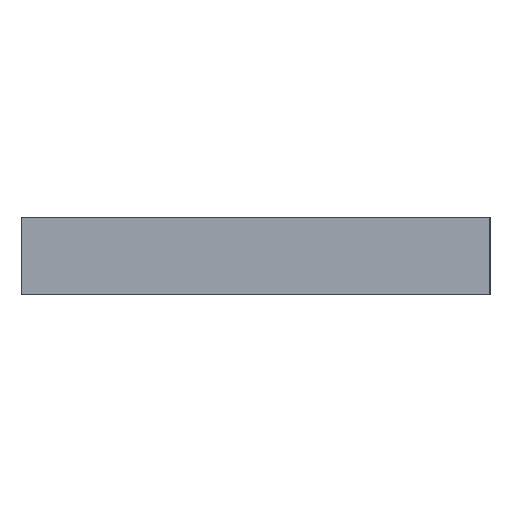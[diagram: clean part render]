
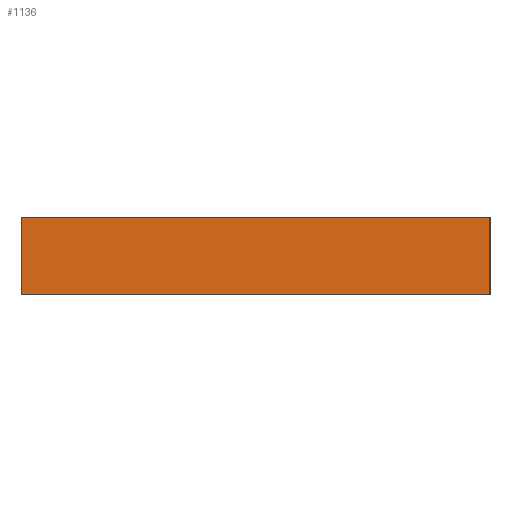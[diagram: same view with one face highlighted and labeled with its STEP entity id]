
A CAD part, left-side view. The second image highlights one B-rep face of the part: STEP entity #1136.
In plain terms, the highlighted planar face has unit normal (-1, 0, 0).
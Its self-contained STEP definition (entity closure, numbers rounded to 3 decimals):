
#83 = PLANE('',#84);
#84 = AXIS2_PLACEMENT_3D('',#85,#86,#87);
#85 = CARTESIAN_POINT('',(267.967,46.033,3.297));
#86 = DIRECTION('',(0.,0.,-1.));
#87 = DIRECTION('',(-1.,0.,0.));
#137 = PLANE('',#138);
#138 = AXIS2_PLACEMENT_3D('',#139,#140,#141);
#139 = CARTESIAN_POINT('',(267.967,46.033,0.));
#140 = DIRECTION('',(0.,0.,-1.));
#141 = DIRECTION('',(-1.,0.,0.));
#1028 = PLANE('',#1029);
#1029 = AXIS2_PLACEMENT_3D('',#1030,#1031,#1032);
#1030 = CARTESIAN_POINT('',(279.,35.,0.));
#1031 = DIRECTION('',(0.,-1.,0.));
#1032 = DIRECTION('',(-1.,0.,0.));
#1066 = VERTEX_POINT('',#1067);
#1067 = CARTESIAN_POINT('',(30.,35.,3.297));
#1088 = EDGE_CURVE('',#1089,#1066,#1091,.T.);
#1089 = VERTEX_POINT('',#1090);
#1090 = CARTESIAN_POINT('',(30.,35.,0.));
#1091 = SURFACE_CURVE('',#1092,(#1096,#1103),.PCURVE_S1.);
#1092 = LINE('',#1093,#1094);
#1093 = CARTESIAN_POINT('',(30.,35.,0.));
#1094 = VECTOR('',#1095,1.);
#1095 = DIRECTION('',(0.,0.,1.));
#1096 = PCURVE('',#1028,#1097);
#1097 = DEFINITIONAL_REPRESENTATION('',(#1098),#1102);
#1098 = LINE('',#1099,#1100);
#1099 = CARTESIAN_POINT('',(249.,0.));
#1100 = VECTOR('',#1101,1.);
#1101 = DIRECTION('',(0.,-1.));
#1102 = ( GEOMETRIC_REPRESENTATION_CONTEXT(2) 
PARAMETRIC_REPRESENTATION_CONTEXT() REPRESENTATION_CONTEXT('2D SPACE',''
  ) );
#1103 = PCURVE('',#1104,#1109);
#1104 = PLANE('',#1105);
#1105 = AXIS2_PLACEMENT_3D('',#1106,#1107,#1108);
#1106 = CARTESIAN_POINT('',(30.,35.,0.));
#1107 = DIRECTION('',(-1.,0.,0.));
#1108 = DIRECTION('',(0.,1.,0.));
#1109 = DEFINITIONAL_REPRESENTATION('',(#1110),#1114);
#1110 = LINE('',#1111,#1112);
#1111 = CARTESIAN_POINT('',(0.,0.));
#1112 = VECTOR('',#1113,1.);
#1113 = DIRECTION('',(0.,-1.));
#1114 = ( GEOMETRIC_REPRESENTATION_CONTEXT(2) 
PARAMETRIC_REPRESENTATION_CONTEXT() REPRESENTATION_CONTEXT('2D SPACE',''
  ) );
#1136 = ADVANCED_FACE('',(#1137),#1104,.T.);
#1137 = FACE_BOUND('',#1138,.T.);
#1138 = EDGE_LOOP('',(#1139,#1140,#1163,#1191));
#1139 = ORIENTED_EDGE('',*,*,#1088,.T.);
#1140 = ORIENTED_EDGE('',*,*,#1141,.T.);
#1141 = EDGE_CURVE('',#1066,#1142,#1144,.T.);
#1142 = VERTEX_POINT('',#1143);
#1143 = CARTESIAN_POINT('',(30.,55.,3.297));
#1144 = SURFACE_CURVE('',#1145,(#1149,#1156),.PCURVE_S1.);
#1145 = LINE('',#1146,#1147);
#1146 = CARTESIAN_POINT('',(30.,35.,3.297));
#1147 = VECTOR('',#1148,1.);
#1148 = DIRECTION('',(0.,1.,0.));
#1149 = PCURVE('',#1104,#1150);
#1150 = DEFINITIONAL_REPRESENTATION('',(#1151),#1155);
#1151 = LINE('',#1152,#1153);
#1152 = CARTESIAN_POINT('',(0.,-3.297));
#1153 = VECTOR('',#1154,1.);
#1154 = DIRECTION('',(1.,0.));
#1155 = ( GEOMETRIC_REPRESENTATION_CONTEXT(2) 
PARAMETRIC_REPRESENTATION_CONTEXT() REPRESENTATION_CONTEXT('2D SPACE',''
  ) );
#1156 = PCURVE('',#83,#1157);
#1157 = DEFINITIONAL_REPRESENTATION('',(#1158),#1162);
#1158 = LINE('',#1159,#1160);
#1159 = CARTESIAN_POINT('',(237.967,-11.033));
#1160 = VECTOR('',#1161,1.);
#1161 = DIRECTION('',(0.,1.));
#1162 = ( GEOMETRIC_REPRESENTATION_CONTEXT(2) 
PARAMETRIC_REPRESENTATION_CONTEXT() REPRESENTATION_CONTEXT('2D SPACE',''
  ) );
#1163 = ORIENTED_EDGE('',*,*,#1164,.F.);
#1164 = EDGE_CURVE('',#1165,#1142,#1167,.T.);
#1165 = VERTEX_POINT('',#1166);
#1166 = CARTESIAN_POINT('',(30.,55.,0.));
#1167 = SURFACE_CURVE('',#1168,(#1172,#1179),.PCURVE_S1.);
#1168 = LINE('',#1169,#1170);
#1169 = CARTESIAN_POINT('',(30.,55.,0.));
#1170 = VECTOR('',#1171,1.);
#1171 = DIRECTION('',(0.,0.,1.));
#1172 = PCURVE('',#1104,#1173);
#1173 = DEFINITIONAL_REPRESENTATION('',(#1174),#1178);
#1174 = LINE('',#1175,#1176);
#1175 = CARTESIAN_POINT('',(20.,0.));
#1176 = VECTOR('',#1177,1.);
#1177 = DIRECTION('',(0.,-1.));
#1178 = ( GEOMETRIC_REPRESENTATION_CONTEXT(2) 
PARAMETRIC_REPRESENTATION_CONTEXT() REPRESENTATION_CONTEXT('2D SPACE',''
  ) );
#1179 = PCURVE('',#1180,#1185);
#1180 = PLANE('',#1181);
#1181 = AXIS2_PLACEMENT_3D('',#1182,#1183,#1184);
#1182 = CARTESIAN_POINT('',(30.,55.,0.));
#1183 = DIRECTION('',(0.,1.,0.));
#1184 = DIRECTION('',(1.,0.,0.));
#1185 = DEFINITIONAL_REPRESENTATION('',(#1186),#1190);
#1186 = LINE('',#1187,#1188);
#1187 = CARTESIAN_POINT('',(0.,0.));
#1188 = VECTOR('',#1189,1.);
#1189 = DIRECTION('',(0.,-1.));
#1190 = ( GEOMETRIC_REPRESENTATION_CONTEXT(2) 
PARAMETRIC_REPRESENTATION_CONTEXT() REPRESENTATION_CONTEXT('2D SPACE',''
  ) );
#1191 = ORIENTED_EDGE('',*,*,#1192,.F.);
#1192 = EDGE_CURVE('',#1089,#1165,#1193,.T.);
#1193 = SURFACE_CURVE('',#1194,(#1198,#1205),.PCURVE_S1.);
#1194 = LINE('',#1195,#1196);
#1195 = CARTESIAN_POINT('',(30.,35.,0.));
#1196 = VECTOR('',#1197,1.);
#1197 = DIRECTION('',(0.,1.,0.));
#1198 = PCURVE('',#1104,#1199);
#1199 = DEFINITIONAL_REPRESENTATION('',(#1200),#1204);
#1200 = LINE('',#1201,#1202);
#1201 = CARTESIAN_POINT('',(0.,0.));
#1202 = VECTOR('',#1203,1.);
#1203 = DIRECTION('',(1.,0.));
#1204 = ( GEOMETRIC_REPRESENTATION_CONTEXT(2) 
PARAMETRIC_REPRESENTATION_CONTEXT() REPRESENTATION_CONTEXT('2D SPACE',''
  ) );
#1205 = PCURVE('',#137,#1206);
#1206 = DEFINITIONAL_REPRESENTATION('',(#1207),#1211);
#1207 = LINE('',#1208,#1209);
#1208 = CARTESIAN_POINT('',(237.967,-11.033));
#1209 = VECTOR('',#1210,1.);
#1210 = DIRECTION('',(0.,1.));
#1211 = ( GEOMETRIC_REPRESENTATION_CONTEXT(2) 
PARAMETRIC_REPRESENTATION_CONTEXT() REPRESENTATION_CONTEXT('2D SPACE',''
  ) );
